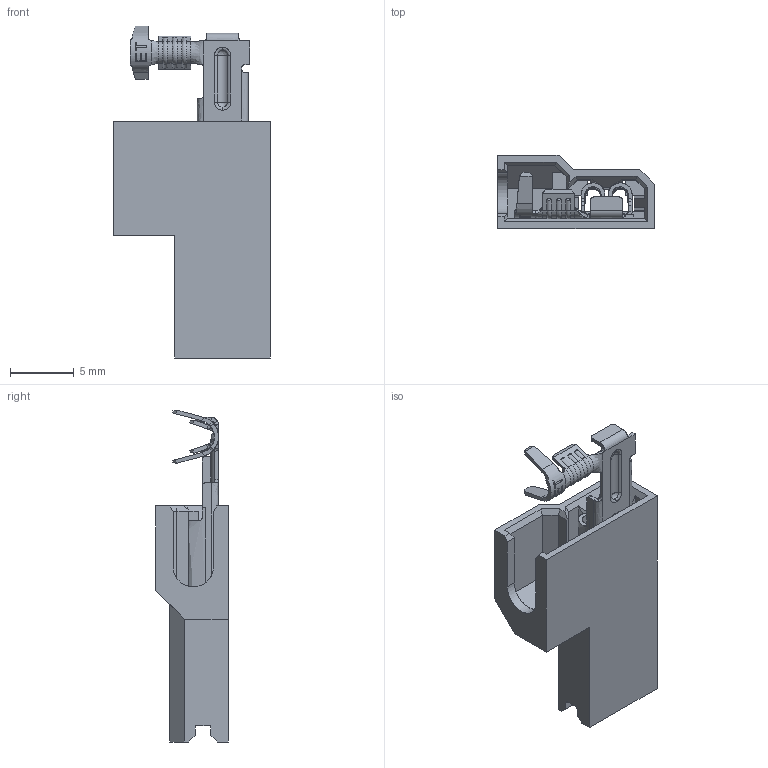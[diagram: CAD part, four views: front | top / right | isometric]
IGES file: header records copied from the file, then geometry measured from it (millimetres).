
Start section: SolidWorks IGES file using analytic representation for surfaces
Global section: file name: 33100.IGS; native system: SolidWorks 2022; preprocessor: SolidWorks 2022; author: CGravel; date: 230621.090400; units: inch
Bounding box: 12.32 x 5.71 x 26.07 mm (x, y, z)
Surface area: 1394.8 mm2 (no closed solid volume)
Topology: 0 solids, 0 shells, 415 faces, 3302 edges, 3298 vertices
Faces by surface type: bspline 330, revolution 85
